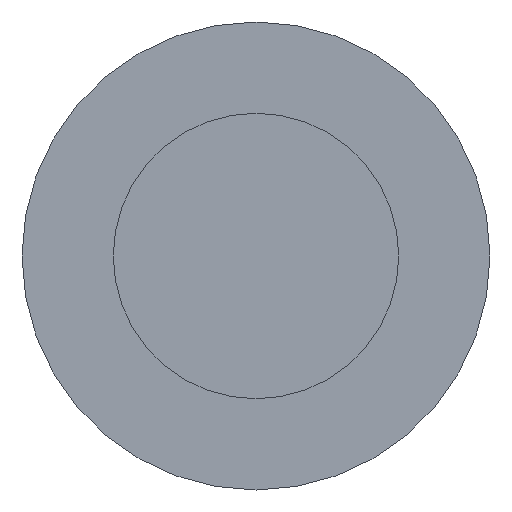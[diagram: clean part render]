
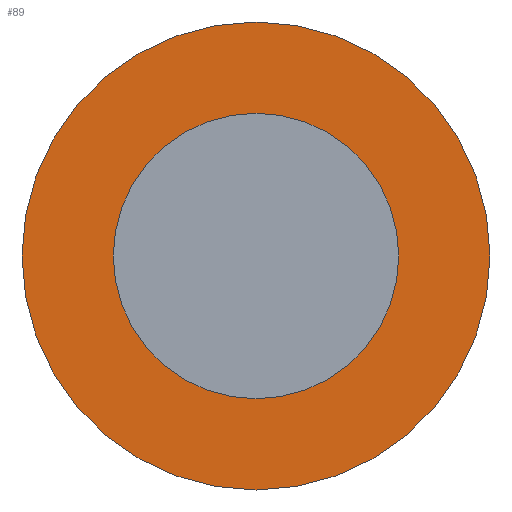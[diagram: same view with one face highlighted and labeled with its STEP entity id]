
A CAD part, front view. The second image highlights one B-rep face of the part: STEP entity #89.
In plain terms, the highlighted planar face has unit normal (0, -1, 0).
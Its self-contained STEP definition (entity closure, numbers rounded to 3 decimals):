
#16=FACE_BOUND('',#34,.T.);
#19=PLANE('',#123);
#25=FACE_OUTER_BOUND('',#33,.T.);
#33=EDGE_LOOP('',(#75));
#34=EDGE_LOOP('',(#76));
#46=CIRCLE('',#122,5.);
#47=CIRCLE('',#124,3.05);
#52=VERTEX_POINT('',#171);
#53=VERTEX_POINT('',#175);
#60=EDGE_CURVE('',#52,#52,#46,.T.);
#61=EDGE_CURVE('',#53,#53,#47,.T.);
#75=ORIENTED_EDGE('',*,*,#60,.F.);
#76=ORIENTED_EDGE('',*,*,#61,.T.);
#89=ADVANCED_FACE('',(#25,#16),#19,.F.);
#122=AXIS2_PLACEMENT_3D('',#173,#146,#147);
#123=AXIS2_PLACEMENT_3D('',#174,#148,#149);
#124=AXIS2_PLACEMENT_3D('',#176,#150,#151);
#146=DIRECTION('center_axis',(0.,1.,0.));
#147=DIRECTION('ref_axis',(-1.,0.,0.));
#148=DIRECTION('center_axis',(0.,1.,0.));
#149=DIRECTION('ref_axis',(0.,0.,1.));
#150=DIRECTION('center_axis',(0.,1.,0.));
#151=DIRECTION('ref_axis',(-1.,0.,0.));
#171=CARTESIAN_POINT('',(17.03,0.,-0.176));
#173=CARTESIAN_POINT('Origin',(12.03,0.,-0.176));
#174=CARTESIAN_POINT('Origin',(12.03,0.,-0.176));
#175=CARTESIAN_POINT('',(15.08,0.,-0.176));
#176=CARTESIAN_POINT('Origin',(12.03,0.,-0.176));
